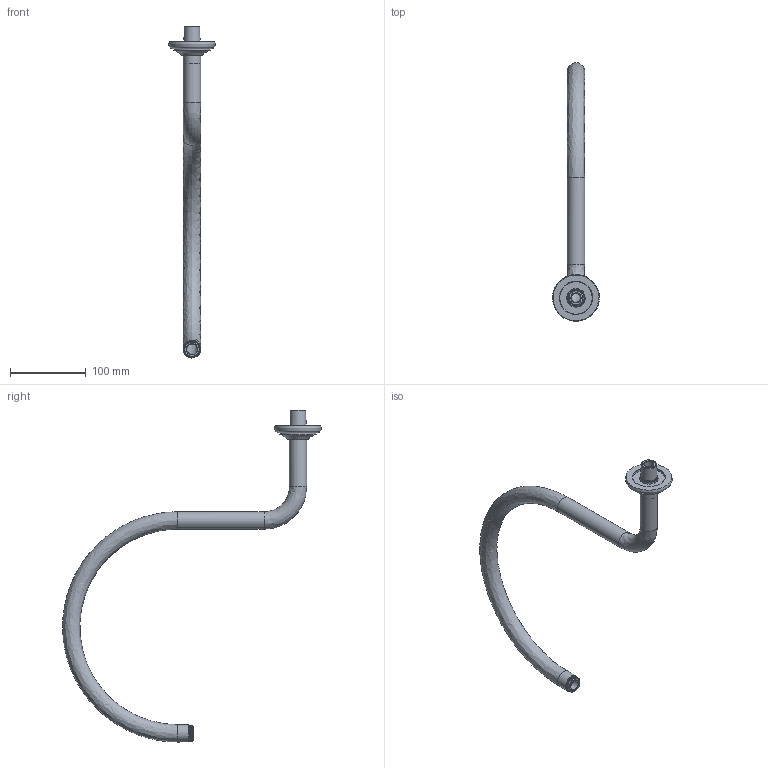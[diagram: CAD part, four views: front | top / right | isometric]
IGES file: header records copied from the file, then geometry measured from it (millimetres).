
Global section: file name: V2KA621-B; native system: Autodesk Inventor 2024; preprocessor: unknown; author: camerond; date: 20241114.123845; units: millimetre
Bounding box: 61.99 x 342.5 x 439.04 mm (x, y, z)
Volume: 135144.2 mm3; surface area: 112666.4 mm2
Topology: 6 solids, 6 shells, 74 faces, 188 edges, 134 vertices
Faces by surface type: bspline 74
